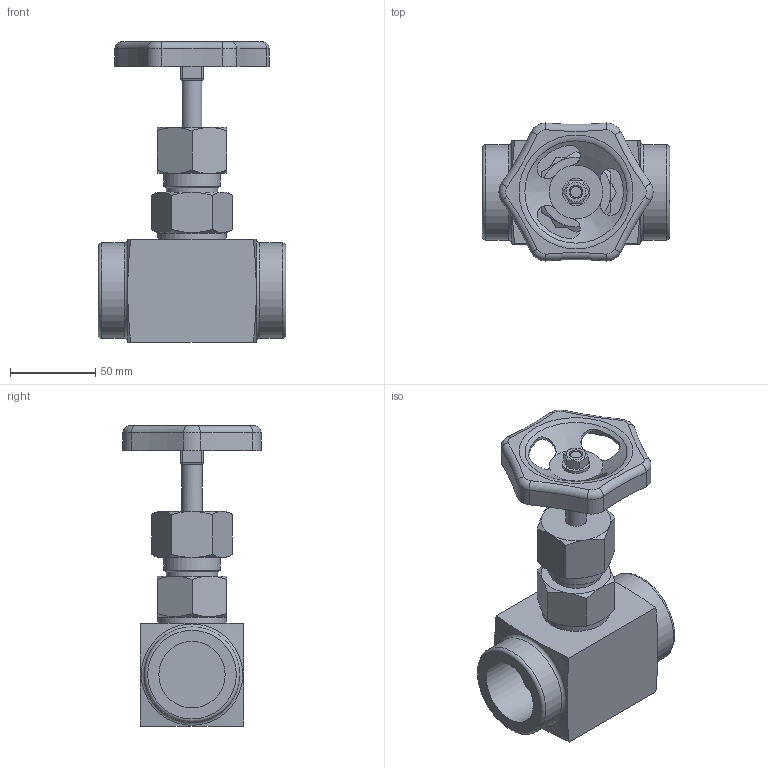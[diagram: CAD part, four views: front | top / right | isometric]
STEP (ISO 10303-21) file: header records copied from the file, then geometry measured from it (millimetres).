
FILE_DESCRIPTION(/* description */ (''),/* implementation_level */ '2;1');
FILE_NAME(/* name */ 'AC-3010-032-5-4K.stp',/* time_stamp */ '2021-07-01T11:47:23+02:00',/* author */ ('yadamsuren'),/* organization */ (''),/* preprocessor_version */ 'ST-DEVELOPER v17.2',/* originating_system */ 'Autodesk Inventor 2019',/* authorisation */ '');
FILE_SCHEMA (('AUTOMOTIVE_DESIGN { 1 0 10303 214 3 1 1 }'));
Length unit declared in the file: millimetre
Products named in the file (5): AC301026; AC301026-GEH; AC-HANDRAD-25; DIN 125-1  A A 8.4; DIN EN 24 032  (Regelgewinde) M8
Assembly tree (4 placements, depth 2):
  AC301026
    AC301026-GEH
    AC-HANDRAD-25
    DIN 125-1  A A 8.4
    DIN EN 24 032  (Regelgewinde) M8
Bounding box: 110 x 81 x 176.25 mm (x, y, z)
Volume: 410464.4 mm3; surface area: 67177.9 mm2
Topology: 4 solids, 4 shells, 163 faces, 418 edges, 264 vertices
Faces by surface type: plane 57, cylinder 48, cone 30, torus 24, sphere 4
Full cylindrical faces by diameter (mm): 6.647 x1, 8 x1, 8.4 x1, 12 x1, 16 x1, 30 x1, 33.25 x1, 38.952 x2, 40 x1, 56 x2
Entity records: 5833 total; most frequent: CARTESIAN_POINT 1743, DIRECTION 858, ORIENTED_EDGE 828, EDGE_CURVE 414, AXIS2_PLACEMENT_3D 368, VERTEX_POINT 264, CIRCLE 196, EDGE_LOOP 180
